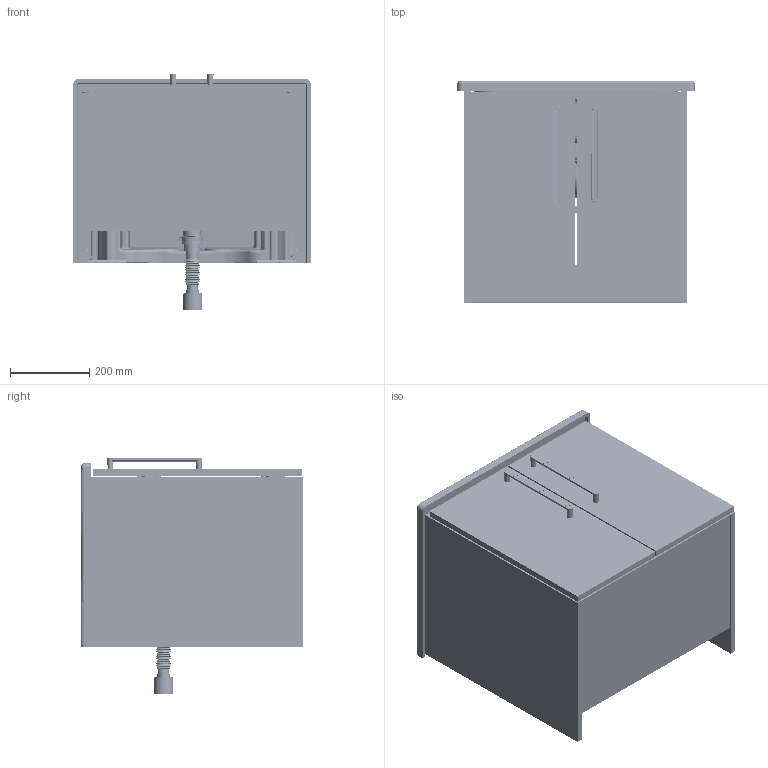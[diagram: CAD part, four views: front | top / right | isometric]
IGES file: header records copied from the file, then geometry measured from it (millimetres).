
Start section: SolidWorks IGES file using analytic representation for surfaces
Global section: file name: 66354+66358+66352+66356+68130+68131+68132+66350+66348+68133 Root Fla LVD,kpk,60cm,KöþLv.IGS; native system: SolidWorks 2021; preprocessor: SolidWorks 2021; author: berkay.balkanli; date: 230512.100159; units: millimetre
Bounding box: 600.93 x 561 x 599.18 mm (x, y, z)
Surface area: 4000076.1 mm2 (no closed solid volume)
Topology: 0 solids, 0 shells, 15501 faces, 157862 edges, 157543 vertices
Faces by surface type: bspline 10350, revolution 5151
